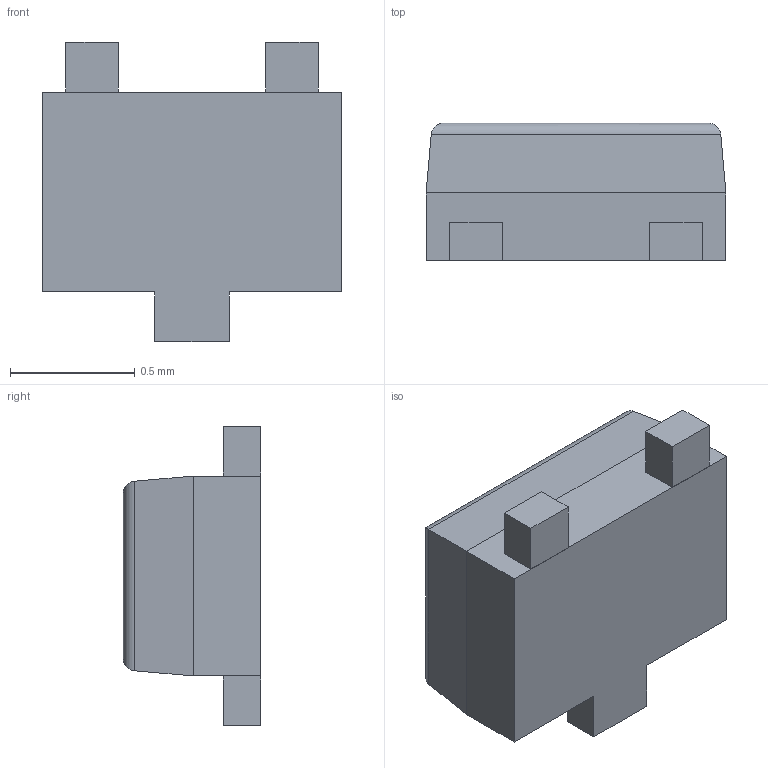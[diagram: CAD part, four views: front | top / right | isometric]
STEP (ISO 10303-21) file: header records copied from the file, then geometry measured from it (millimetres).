
FILE_DESCRIPTION(/* description */ (''),/* implementation_level */ '2;1');
FILE_NAME(/* name */ 'TRXSOFL3P40_120X120X55L29X21.step',/* time_stamp */ '2019-03-29T15:51:10-07:00',/* author */ (''),/* organization */ (''),/* preprocessor_version */ 'ST-DEVELOPER v17.2',/* originating_system */ 'Autodesk Translation Framework v7.6.0.251',/* authorisation */ '');
FILE_SCHEMA (('AUTOMOTIVE_DESIGN { 1 0 10303 214 3 1 1 }'));
Length unit declared in the file: millimetre
Products named in the file (1): TRXSOFL3P40_120X120X55L29X21
Bounding box: 1.2 x 0.55 x 1.2 mm (x, y, z)
Volume: 0.5 mm3; surface area: 4.5 mm2
Topology: 3 solids, 3 shells, 32 faces, 69 edges, 44 vertices
Faces by surface type: plane 27, cylinder 4, torus 1
Entity records: 892 total; most frequent: CARTESIAN_POINT 146, DIRECTION 144, ORIENTED_EDGE 138, EDGE_CURVE 69, LINE 60, VECTOR 60, VERTEX_POINT 44, AXIS2_PLACEMENT_3D 42
